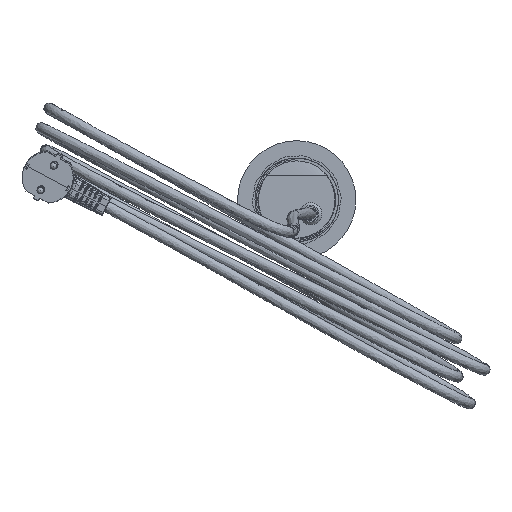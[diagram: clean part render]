
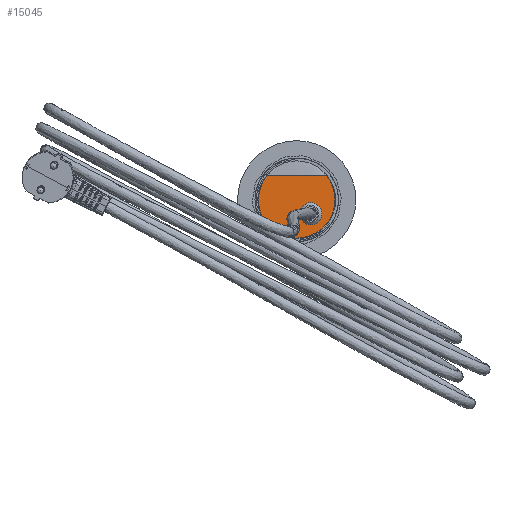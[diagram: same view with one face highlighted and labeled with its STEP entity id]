
A CAD part, front view. The second image highlights one B-rep face of the part: STEP entity #15045.
In plain terms, the highlighted planar face has unit normal (0, -1, 0).
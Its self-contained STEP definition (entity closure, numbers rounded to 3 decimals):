
#582=FACE_BOUND('',#2727,.T.);
#720=PLANE('',#16178);
#1205=CIRCLE('',#16174,8.);
#1208=CIRCLE('',#16179,27.5);
#1824=FACE_OUTER_BOUND('',#2726,.T.);
#2726=EDGE_LOOP('',(#10855,#10856));
#2727=EDGE_LOOP('',(#10857));
#3937=LINE('',#24939,#5268);
#5268=VECTOR('',#18095,10.);
#6634=VERTEX_POINT('',#24927);
#6637=VERTEX_POINT('',#24937);
#6638=VERTEX_POINT('',#24938);
#8208=EDGE_CURVE('',#6634,#6634,#1205,.T.);
#8213=EDGE_CURVE('',#6637,#6638,#3937,.T.);
#8214=EDGE_CURVE('',#6638,#6637,#1208,.T.);
#10855=ORIENTED_EDGE('',*,*,#8213,.F.);
#10856=ORIENTED_EDGE('',*,*,#8214,.F.);
#10857=ORIENTED_EDGE('',*,*,#8208,.F.);
#15045=ADVANCED_FACE('',(#1824,#582),#720,.F.);
#16174=AXIS2_PLACEMENT_3D('',#24928,#18083,#18084);
#16178=AXIS2_PLACEMENT_3D('',#24936,#18093,#18094);
#16179=AXIS2_PLACEMENT_3D('',#24940,#18096,#18097);
#18083=DIRECTION('center_axis',(0.,-1.,0.));
#18084=DIRECTION('ref_axis',(-1.,0.,0.));
#18093=DIRECTION('center_axis',(0.,1.,0.));
#18094=DIRECTION('ref_axis',(0.,0.,1.));
#18095=DIRECTION('',(1.,0.,0.));
#18096=DIRECTION('center_axis',(0.,1.,0.));
#18097=DIRECTION('ref_axis',(0.771,0.,0.636));
#24927=CARTESIAN_POINT('',(18.,0.,-10.));
#24928=CARTESIAN_POINT('Origin',(10.,0.,-10.));
#24936=CARTESIAN_POINT('Origin',(0.,0.,-0.977));
#24937=CARTESIAN_POINT('',(-21.213,0.,17.5));
#24938=CARTESIAN_POINT('',(21.213,0.,17.5));
#24939=CARTESIAN_POINT('',(-21.213,0.,17.5));
#24940=CARTESIAN_POINT('Origin',(0.,0.,0.));
